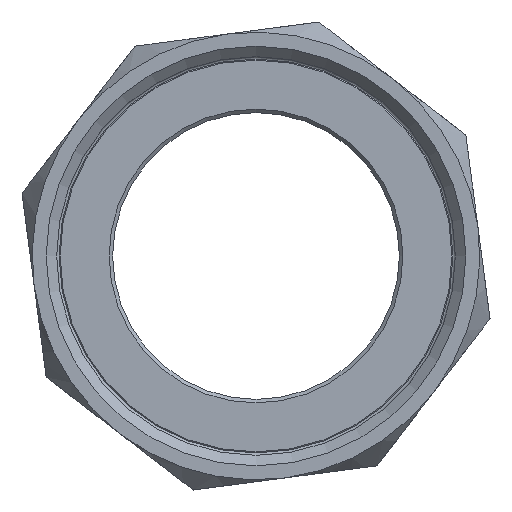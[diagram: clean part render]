
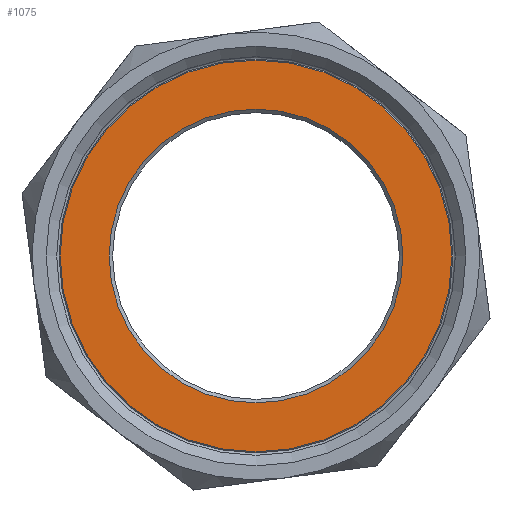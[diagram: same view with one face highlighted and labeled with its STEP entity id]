
A CAD part, left-side view. The second image highlights one B-rep face of the part: STEP entity #1075.
In plain terms, the highlighted planar face has unit normal (-1, 0, 0).
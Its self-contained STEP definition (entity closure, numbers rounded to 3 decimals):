
#48=FACE_BOUND('',#261,.T.);
#54=PLANE('',#1196);
#194=FACE_OUTER_BOUND('',#260,.T.);
#260=EDGE_LOOP('',(#786,#787));
#261=EDGE_LOOP('',(#788,#789));
#355=CIRCLE('',#1197,28.);
#356=CIRCLE('',#1198,28.);
#357=CIRCLE('',#1199,21.);
#358=CIRCLE('',#1200,21.);
#455=VERTEX_POINT('',#1782);
#456=VERTEX_POINT('',#1783);
#457=VERTEX_POINT('',#1786);
#458=VERTEX_POINT('',#1787);
#579=EDGE_CURVE('',#455,#456,#355,.T.);
#580=EDGE_CURVE('',#456,#455,#356,.T.);
#581=EDGE_CURVE('',#457,#458,#357,.T.);
#582=EDGE_CURVE('',#458,#457,#358,.T.);
#786=ORIENTED_EDGE('',*,*,#579,.F.);
#787=ORIENTED_EDGE('',*,*,#580,.F.);
#788=ORIENTED_EDGE('',*,*,#581,.T.);
#789=ORIENTED_EDGE('',*,*,#582,.T.);
#1075=ADVANCED_FACE('',(#194,#48),#54,.T.);
#1196=AXIS2_PLACEMENT_3D('',#1781,#1420,#1421);
#1197=AXIS2_PLACEMENT_3D('',#1784,#1422,#1423);
#1198=AXIS2_PLACEMENT_3D('',#1785,#1424,#1425);
#1199=AXIS2_PLACEMENT_3D('',#1788,#1426,#1427);
#1200=AXIS2_PLACEMENT_3D('',#1789,#1428,#1429);
#1420=DIRECTION('center_axis',(-1.,0.,0.));
#1421=DIRECTION('ref_axis',(0.,0.,1.));
#1422=DIRECTION('center_axis',(1.,0.,0.));
#1423=DIRECTION('ref_axis',(0.,0.,-1.));
#1424=DIRECTION('center_axis',(1.,0.,0.));
#1425=DIRECTION('ref_axis',(0.,0.,-1.));
#1426=DIRECTION('center_axis',(1.,0.,0.));
#1427=DIRECTION('ref_axis',(0.,0.,-1.));
#1428=DIRECTION('center_axis',(1.,0.,0.));
#1429=DIRECTION('ref_axis',(0.,0.,-1.));
#1781=CARTESIAN_POINT('Origin',(-57.5,0.,-24.5));
#1782=CARTESIAN_POINT('',(-57.5,0.,-28.));
#1783=CARTESIAN_POINT('',(-57.5,0.,28.));
#1784=CARTESIAN_POINT('Origin',(-57.5,0.,0.));
#1785=CARTESIAN_POINT('Origin',(-57.5,0.,0.));
#1786=CARTESIAN_POINT('',(-57.5,0.,-21.));
#1787=CARTESIAN_POINT('',(-57.5,0.,21.));
#1788=CARTESIAN_POINT('Origin',(-57.5,0.,0.));
#1789=CARTESIAN_POINT('Origin',(-57.5,0.,0.));
